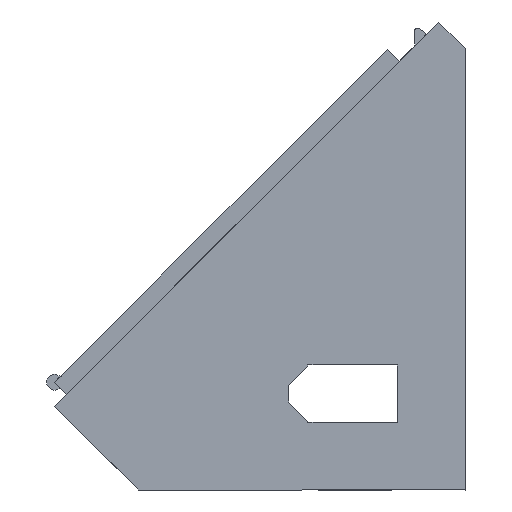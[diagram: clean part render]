
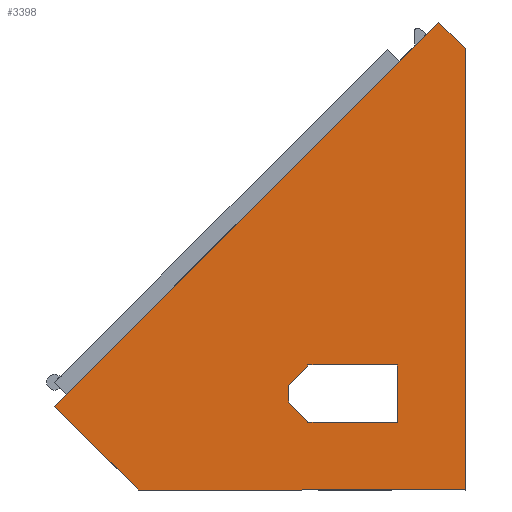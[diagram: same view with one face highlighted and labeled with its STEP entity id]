
A CAD part, left-side view. The second image highlights one B-rep face of the part: STEP entity #3398.
In plain terms, the highlighted planar face has unit normal (-1, 0, 0).
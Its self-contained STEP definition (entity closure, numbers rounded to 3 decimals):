
#121=FACE_BOUND('',#510,.T.);
#287=FACE_OUTER_BOUND('',#509,.T.);
#509=EDGE_LOOP('',(#3070,#3071,#3072,#3073,#3074));
#510=EDGE_LOOP('',(#3075,#3076,#3077,#3078,#3079,#3080));
#615=LINE('',#4658,#1052);
#874=LINE('',#5184,#1311);
#878=LINE('',#5202,#1315);
#880=LINE('',#5206,#1317);
#901=LINE('',#5251,#1338);
#904=LINE('',#5256,#1341);
#906=LINE('',#5260,#1343);
#908=LINE('',#5264,#1345);
#910=LINE('',#5268,#1347);
#912=LINE('',#5271,#1349);
#948=LINE('',#5368,#1385);
#1052=VECTOR('',#3762,10.);
#1311=VECTOR('',#4227,10.);
#1315=VECTOR('',#4251,10.);
#1317=VECTOR('',#4255,10.);
#1338=VECTOR('',#4288,10.);
#1341=VECTOR('',#4293,10.);
#1343=VECTOR('',#4297,10.);
#1345=VECTOR('',#4301,10.);
#1347=VECTOR('',#4305,10.);
#1349=VECTOR('',#4309,10.);
#1385=VECTOR('',#4427,10.);
#1477=VERTEX_POINT('',#4656);
#1478=VERTEX_POINT('',#4657);
#1641=VERTEX_POINT('',#5181);
#1642=VERTEX_POINT('',#5183);
#1647=VERTEX_POINT('',#5204);
#1664=VERTEX_POINT('',#5249);
#1665=VERTEX_POINT('',#5250);
#1666=VERTEX_POINT('',#5255);
#1667=VERTEX_POINT('',#5259);
#1668=VERTEX_POINT('',#5263);
#1669=VERTEX_POINT('',#5267);
#1793=EDGE_CURVE('',#1477,#1478,#615,.T.);
#2063=EDGE_CURVE('',#1641,#1642,#874,.T.);
#2072=EDGE_CURVE('',#1641,#1477,#878,.T.);
#2074=EDGE_CURVE('',#1478,#1647,#880,.T.);
#2095=EDGE_CURVE('',#1664,#1665,#901,.T.);
#2098=EDGE_CURVE('',#1665,#1666,#904,.T.);
#2100=EDGE_CURVE('',#1666,#1667,#906,.T.);
#2102=EDGE_CURVE('',#1667,#1668,#908,.T.);
#2104=EDGE_CURVE('',#1668,#1669,#910,.T.);
#2106=EDGE_CURVE('',#1669,#1664,#912,.T.);
#2154=EDGE_CURVE('',#1647,#1642,#948,.T.);
#3070=ORIENTED_EDGE('',*,*,#1793,.T.);
#3071=ORIENTED_EDGE('',*,*,#2074,.T.);
#3072=ORIENTED_EDGE('',*,*,#2154,.T.);
#3073=ORIENTED_EDGE('',*,*,#2063,.F.);
#3074=ORIENTED_EDGE('',*,*,#2072,.T.);
#3075=ORIENTED_EDGE('',*,*,#2095,.F.);
#3076=ORIENTED_EDGE('',*,*,#2106,.F.);
#3077=ORIENTED_EDGE('',*,*,#2104,.F.);
#3078=ORIENTED_EDGE('',*,*,#2102,.F.);
#3079=ORIENTED_EDGE('',*,*,#2100,.F.);
#3080=ORIENTED_EDGE('',*,*,#2098,.F.);
#3231=PLANE('',#3596);
#3398=ADVANCED_FACE('',(#287,#121),#3231,.T.);
#3596=AXIS2_PLACEMENT_3D('',#5367,#4425,#4426);
#3762=DIRECTION('',(0.,-1.,0.));
#4227=DIRECTION('',(0.,-0.707,0.707));
#4251=DIRECTION('',(0.,-0.707,-0.707));
#4255=DIRECTION('',(0.,0.,1.));
#4288=DIRECTION('',(0.,1.,0.));
#4293=DIRECTION('',(0.,0.688,-0.725));
#4297=DIRECTION('',(0.,0.,-1.));
#4301=DIRECTION('',(0.,-0.688,-0.725));
#4305=DIRECTION('',(0.,-1.,0.));
#4309=DIRECTION('',(0.,0.,1.));
#4425=DIRECTION('center_axis',(-1.,0.,0.));
#4426=DIRECTION('ref_axis',(0.,0.,1.));
#4427=DIRECTION('',(0.,0.707,0.707));
#4656=CARTESIAN_POINT('',(-17.,48.137,0.));
#4657=CARTESIAN_POINT('',(-17.,0.,0.));
#4658=CARTESIAN_POINT('',(-17.,48.137,0.));
#5181=CARTESIAN_POINT('',(-17.,60.458,12.321));
#5183=CARTESIAN_POINT('',(-17.,3.889,68.889));
#5184=CARTESIAN_POINT('',(-17.,34.281,38.497));
#5202=CARTESIAN_POINT('',(-17.,70.711,22.574));
#5204=CARTESIAN_POINT('',(-17.,0.,65.));
#5206=CARTESIAN_POINT('',(-17.,0.,0.));
#5249=CARTESIAN_POINT('',(-17.,10.,18.4));
#5250=CARTESIAN_POINT('',(-17.,23.15,18.4));
#5251=CARTESIAN_POINT('',(-17.,23.15,18.4));
#5255=CARTESIAN_POINT('',(-17.,25.95,15.45));
#5256=CARTESIAN_POINT('',(-17.,25.95,15.45));
#5259=CARTESIAN_POINT('',(-17.,25.95,12.95));
#5260=CARTESIAN_POINT('',(-17.,25.95,12.95));
#5263=CARTESIAN_POINT('',(-17.,23.15,10.));
#5264=CARTESIAN_POINT('',(-17.,23.15,10.));
#5267=CARTESIAN_POINT('',(-17.,10.,10.));
#5268=CARTESIAN_POINT('',(-17.,10.,10.));
#5271=CARTESIAN_POINT('',(-17.,10.,18.4));
#5367=CARTESIAN_POINT('Origin',(-17.,35.355,39.571));
#5368=CARTESIAN_POINT('',(-17.,0.,65.));
